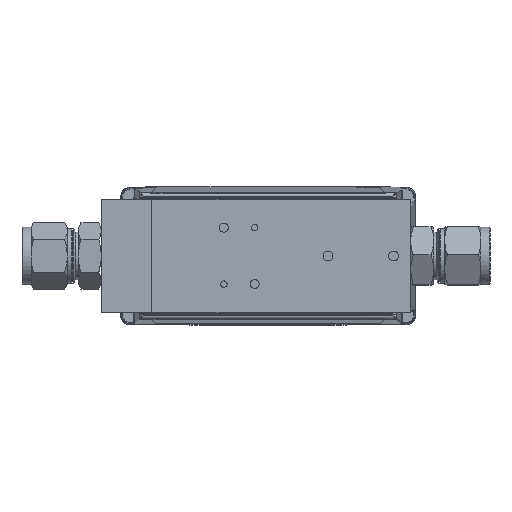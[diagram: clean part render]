
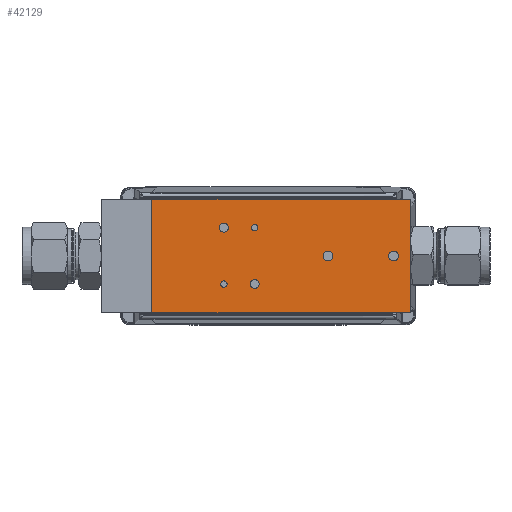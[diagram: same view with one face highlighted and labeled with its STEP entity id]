
A CAD part, front view. The second image highlights one B-rep face of the part: STEP entity #42129.
In plain terms, the highlighted planar face has unit normal (0, -1, 0).
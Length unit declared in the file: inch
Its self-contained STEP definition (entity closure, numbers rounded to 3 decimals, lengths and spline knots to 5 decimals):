
#4430 = VECTOR ( 'NONE', #10689, 39.37008 ) ;
#4615 = AXIS2_PLACEMENT_3D ( 'NONE', #20847, #20846, #20844 ) ;
#4618 = CIRCLE ( 'NONE', #4615, 0.068 ) ;
#4745 = AXIS2_PLACEMENT_3D ( 'NONE', #34363, #34365, #34366 ) ;
#4840 = CIRCLE ( 'NONE', #4745, 0.07475 ) ;
#4868 = VECTOR ( 'NONE', #34339, 39.37008 ) ;
#7944 = EDGE_LOOP ( 'NONE', ( #8671, #8800, #9401, #9535 ) ) ;
#7946 = EDGE_LOOP ( 'NONE', ( #8635 ) ) ;
#7954 = EDGE_LOOP ( 'NONE', ( #9381 ) ) ;
#7955 = EDGE_LOOP ( 'NONE', ( #55302 ) ) ;
#7971 = EDGE_LOOP ( 'NONE', ( #8585 ) ) ;
#7976 = EDGE_LOOP ( 'NONE', ( #9564 ) ) ;
#7998 = EDGE_LOOP ( 'NONE', ( #9409 ) ) ;
#8393 = LINE ( 'NONE', #8395, #41577 ) ;
#8395 = CARTESIAN_POINT ( 'NONE',  ( 1.189, -0.865, 0.865 ) ) ;
#8397 = DIRECTION ( 'NONE',  ( 0., 0., -1. ) ) ;
#8585 = ORIENTED_EDGE ( 'NONE', *, *, #17617, .F. ) ;
#8635 = ORIENTED_EDGE ( 'NONE', *, *, #15413, .F. ) ;
#8671 = ORIENTED_EDGE ( 'NONE', *, *, #14774, .F. ) ;
#8800 = ORIENTED_EDGE ( 'NONE', *, *, #30906, .F. ) ;
#9381 = ORIENTED_EDGE ( 'NONE', *, *, #18373, .F. ) ;
#9401 = ORIENTED_EDGE ( 'NONE', *, *, #17557, .F. ) ;
#9409 = ORIENTED_EDGE ( 'NONE', *, *, #30923, .F. ) ;
#9535 = ORIENTED_EDGE ( 'NONE', *, *, #30793, .F. ) ;
#9564 = ORIENTED_EDGE ( 'NONE', *, *, #17784, .F. ) ;
#10047 = CARTESIAN_POINT ( 'NONE',  ( -2.762, -0.865, 0.865 ) ) ;
#10055 = CARTESIAN_POINT ( 'NONE',  ( 1.189, -0.865, -0.865 ) ) ;
#10058 = CARTESIAN_POINT ( 'NONE',  ( -2.762, -0.865, -0.865 ) ) ;
#10061 = CARTESIAN_POINT ( 'NONE',  ( 1.189, -0.865, 0.865 ) ) ;
#10686 = LINE ( 'NONE', #10687, #4430 ) ;
#10687 = CARTESIAN_POINT ( 'NONE',  ( 1.189, -0.865, 0.865 ) ) ;
#10689 = DIRECTION ( 'NONE',  ( 1., 0., 0. ) ) ;
#14774 = EDGE_CURVE ( 'NONE', #30603, #30599, #18493, .T. ) ;
#15413 = EDGE_CURVE ( 'NONE', #47402, #47402, #34671, .T. ) ;
#17557 = EDGE_CURVE ( 'NONE', #30604, #30602, #8393, .T. ) ;
#17617 = EDGE_CURVE ( 'NONE', #47474, #47474, #33606, .T. ) ;
#17784 = EDGE_CURVE ( 'NONE', #47484, #47484, #41031, .T. ) ;
#18373 = EDGE_CURVE ( 'NONE', #47520, #47520, #22606, .T. ) ;
#18490 = DIRECTION ( 'NONE',  ( 0., 0., 1. ) ) ;
#18493 = LINE ( 'NONE', #18495, #22869 ) ;
#18495 = CARTESIAN_POINT ( 'NONE',  ( -2.762, -0.865, 0.865 ) ) ;
#20844 = DIRECTION ( 'NONE',  ( 0., 0., -1. ) ) ;
#20846 = DIRECTION ( 'NONE',  ( 0., -1., 0. ) ) ;
#20847 = CARTESIAN_POINT ( 'NONE',  ( -1.662, -0.865, 0.43 ) ) ;
#21906 = CARTESIAN_POINT ( 'NONE',  ( -1.192, -0.865, 0.43 ) ) ;
#21907 = DIRECTION ( 'NONE',  ( 0., -1., 0. ) ) ;
#21908 = DIRECTION ( 'NONE',  ( 0., 0., -1. ) ) ;
#22577 = AXIS2_PLACEMENT_3D ( 'NONE', #21906, #21907, #21908 ) ;
#22606 = CIRCLE ( 'NONE', #22577, 0.04921 ) ;
#22869 = VECTOR ( 'NONE', #18490, 39.37008 ) ;
#23743 = AXIS2_PLACEMENT_3D ( 'NONE', #54816, #54817, #54818 ) ;
#26734 = DIRECTION ( 'NONE',  ( 0., 0., -1. ) ) ;
#26962 = CARTESIAN_POINT ( 'NONE',  ( -1.192, -0.865, -0.43 ) ) ;
#28776 = DIRECTION ( 'NONE',  ( 0., -1., 0. ) ) ;
#30599 = VERTEX_POINT ( 'NONE', #10047 ) ;
#30602 = VERTEX_POINT ( 'NONE', #10055 ) ;
#30603 = VERTEX_POINT ( 'NONE', #10058 ) ;
#30604 = VERTEX_POINT ( 'NONE', #10061 ) ;
#30793 = EDGE_CURVE ( 'NONE', #30599, #30604, #10686, .T. ) ;
#30884 = EDGE_CURVE ( 'NONE', #47554, #47554, #4618, .T. ) ;
#30906 = EDGE_CURVE ( 'NONE', #30602, #30603, #34337, .T. ) ;
#30923 = EDGE_CURVE ( 'NONE', #47558, #47558, #4840, .T. ) ;
#33606 = CIRCLE ( 'NONE', #34911, 0.068 ) ;
#34337 = LINE ( 'NONE', #34338, #4868 ) ;
#34338 = CARTESIAN_POINT ( 'NONE',  ( 1.189, -0.865, -0.865 ) ) ;
#34339 = DIRECTION ( 'NONE',  ( -1., 0., 0. ) ) ;
#34363 = CARTESIAN_POINT ( 'NONE',  ( -0.072, -0.865, 0. ) ) ;
#34365 = DIRECTION ( 'NONE',  ( 0., -1., 0. ) ) ;
#34366 = DIRECTION ( 'NONE',  ( 0., 0., -1. ) ) ;
#34666 = AXIS2_PLACEMENT_3D ( 'NONE', #39265, #39266, #39271 ) ;
#34671 = CIRCLE ( 'NONE', #34666, 0.04921 ) ;
#34911 = AXIS2_PLACEMENT_3D ( 'NONE', #26962, #28776, #26734 ) ;
#39265 = CARTESIAN_POINT ( 'NONE',  ( -1.662, -0.865, -0.43 ) ) ;
#39266 = DIRECTION ( 'NONE',  ( 0., -1., 0. ) ) ;
#39271 = DIRECTION ( 'NONE',  ( 0., 0., -1. ) ) ;
#41031 = CIRCLE ( 'NONE', #41034, 0.07475 ) ;
#41034 = AXIS2_PLACEMENT_3D ( 'NONE', #48632, #48634, #48643 ) ;
#41577 = VECTOR ( 'NONE', #8397, 39.37008 ) ;
#42129 = ADVANCED_FACE ( 'NONE', ( #48246, #54808, #54809, #54810, #54811, #54812, #54813 ), #54815, .F. ) ;
#47402 = VERTEX_POINT ( 'NONE', #47403 ) ;
#47403 = CARTESIAN_POINT ( 'NONE',  ( -1.662, -0.865, -0.47921 ) ) ;
#47474 = VERTEX_POINT ( 'NONE', #47475 ) ;
#47475 = CARTESIAN_POINT ( 'NONE',  ( -1.192, -0.865, -0.498 ) ) ;
#47484 = VERTEX_POINT ( 'NONE', #47485 ) ;
#47485 = CARTESIAN_POINT ( 'NONE',  ( 0.928, -0.865, -0.07475 ) ) ;
#47520 = VERTEX_POINT ( 'NONE', #47521 ) ;
#47521 = CARTESIAN_POINT ( 'NONE',  ( -1.192, -0.865, 0.38079 ) ) ;
#47554 = VERTEX_POINT ( 'NONE', #47555 ) ;
#47555 = CARTESIAN_POINT ( 'NONE',  ( -1.662, -0.865, 0.362 ) ) ;
#47558 = VERTEX_POINT ( 'NONE', #47560 ) ;
#47560 = CARTESIAN_POINT ( 'NONE',  ( -0.072, -0.865, -0.07475 ) ) ;
#48246 = FACE_OUTER_BOUND ( 'NONE', #7944, .T. ) ;
#48632 = CARTESIAN_POINT ( 'NONE',  ( 0.928, -0.865, 0. ) ) ;
#48634 = DIRECTION ( 'NONE',  ( 0., -1., 0. ) ) ;
#48643 = DIRECTION ( 'NONE',  ( 0., 0., -1. ) ) ;
#54808 = FACE_BOUND ( 'NONE', #7946, .T. ) ;
#54809 = FACE_BOUND ( 'NONE', #7954, .T. ) ;
#54810 = FACE_BOUND ( 'NONE', #7955, .T. ) ;
#54811 = FACE_BOUND ( 'NONE', #7971, .T. ) ;
#54812 = FACE_BOUND ( 'NONE', #7976, .T. ) ;
#54813 = FACE_BOUND ( 'NONE', #7998, .T. ) ;
#54815 = PLANE ( 'NONE',  #23743 ) ;
#54816 = CARTESIAN_POINT ( 'NONE',  ( 1.189, -0.865, 0.865 ) ) ;
#54817 = DIRECTION ( 'NONE',  ( 0., 1., 0. ) ) ;
#54818 = DIRECTION ( 'NONE',  ( 0., 0., 1. ) ) ;
#55302 = ORIENTED_EDGE ( 'NONE', *, *, #30884, .F. ) ;
